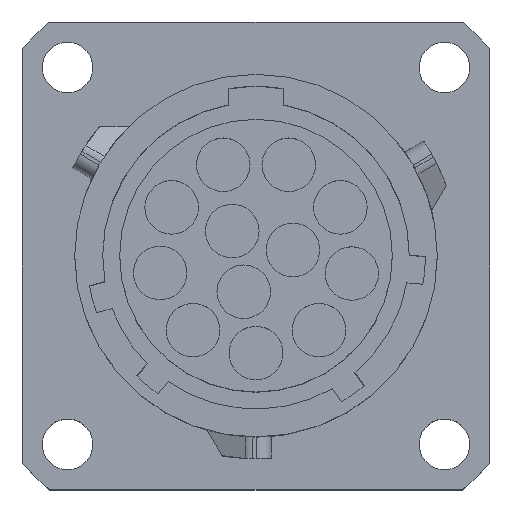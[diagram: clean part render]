
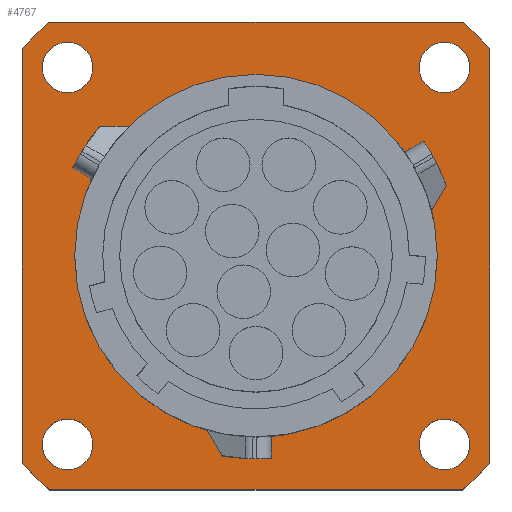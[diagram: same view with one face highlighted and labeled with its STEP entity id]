
A CAD part, top view. The second image highlights one B-rep face of the part: STEP entity #4767.
In plain terms, the highlighted planar face has unit normal (0, 0, 1).
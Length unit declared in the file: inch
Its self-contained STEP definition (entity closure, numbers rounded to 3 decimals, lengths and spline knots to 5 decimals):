
#89=CARTESIAN_POINT('',(0.,0.,0.));
#90=DIRECTION('',(0.,0.,-1.));
#91=DIRECTION('',(1.,0.,0.));
#92=AXIS2_PLACEMENT_3D('',#89,#90,#91);
#139=CARTESIAN_POINT('',(0.,0.,0.));
#140=DIRECTION('',(0.,0.,1.));
#141=DIRECTION('',(1.,0.,0.));
#142=AXIS2_PLACEMENT_3D('',#139,#140,#141);
#218=DIRECTION('',(1.,0.,0.));
#219=VECTOR('',#218,0.99238);
#220=CARTESIAN_POINT('',(-0.49619,0.5624,0.));
#221=LINE('',#220,#219);
#222=CARTESIAN_POINT('',(0.,0.,0.));
#223=DIRECTION('',(0.,0.,-1.));
#224=DIRECTION('',(0.662,0.75,0.));
#225=AXIS2_PLACEMENT_3D('',#222,#223,#224);
#227=DIRECTION('',(0.,-1.,0.));
#228=VECTOR('',#227,0.99238);
#229=CARTESIAN_POINT('',(0.5624,0.49619,0.));
#230=LINE('',#229,#228);
#231=CARTESIAN_POINT('',(0.,0.,0.));
#232=DIRECTION('',(0.,0.,-1.));
#233=DIRECTION('',(0.75,-0.662,0.));
#234=AXIS2_PLACEMENT_3D('',#231,#232,#233);
#236=DIRECTION('',(-1.,0.,0.));
#237=VECTOR('',#236,0.99238);
#238=CARTESIAN_POINT('',(0.49619,-0.5624,0.));
#239=LINE('',#238,#237);
#240=CARTESIAN_POINT('',(0.,0.,0.));
#241=DIRECTION('',(0.,0.,-1.));
#242=DIRECTION('',(-0.662,-0.75,0.));
#243=AXIS2_PLACEMENT_3D('',#240,#241,#242);
#245=DIRECTION('',(0.,1.,0.));
#246=VECTOR('',#245,0.99238);
#247=CARTESIAN_POINT('',(-0.5624,-0.49619,0.));
#248=LINE('',#247,#246);
#249=CARTESIAN_POINT('',(0.,0.,0.));
#250=DIRECTION('',(0.,0.,-1.));
#251=DIRECTION('',(-0.75,0.662,0.));
#252=AXIS2_PLACEMENT_3D('',#249,#250,#251);
#254=CARTESIAN_POINT('',(0.45295,0.45295,0.));
#255=DIRECTION('',(0.,0.,1.));
#256=DIRECTION('',(1.,0.,0.));
#257=AXIS2_PLACEMENT_3D('',#254,#255,#256);
#259=CARTESIAN_POINT('',(0.45295,0.45295,0.));
#260=DIRECTION('',(0.,0.,1.));
#261=DIRECTION('',(-1.,0.,0.));
#262=AXIS2_PLACEMENT_3D('',#259,#260,#261);
#264=CARTESIAN_POINT('',(0.45295,-0.45295,0.));
#265=DIRECTION('',(0.,0.,1.));
#266=DIRECTION('',(1.,0.,0.));
#267=AXIS2_PLACEMENT_3D('',#264,#265,#266);
#269=CARTESIAN_POINT('',(0.45295,-0.45295,0.));
#270=DIRECTION('',(0.,0.,1.));
#271=DIRECTION('',(-1.,0.,0.));
#272=AXIS2_PLACEMENT_3D('',#269,#270,#271);
#274=CARTESIAN_POINT('',(-0.45295,-0.45295,0.));
#275=DIRECTION('',(0.,0.,1.));
#276=DIRECTION('',(1.,0.,0.));
#277=AXIS2_PLACEMENT_3D('',#274,#275,#276);
#279=CARTESIAN_POINT('',(-0.45295,-0.45295,0.));
#280=DIRECTION('',(0.,0.,1.));
#281=DIRECTION('',(-1.,0.,0.));
#282=AXIS2_PLACEMENT_3D('',#279,#280,#281);
#284=CARTESIAN_POINT('',(-0.45295,0.45295,0.));
#285=DIRECTION('',(0.,0.,1.));
#286=DIRECTION('',(1.,0.,0.));
#287=AXIS2_PLACEMENT_3D('',#284,#285,#286);
#289=CARTESIAN_POINT('',(-0.45295,0.45295,0.));
#290=DIRECTION('',(0.,0.,1.));
#291=DIRECTION('',(-1.,0.,0.));
#292=AXIS2_PLACEMENT_3D('',#289,#290,#291);
#3937=CARTESIAN_POINT('',(0.43583,0.,0.));
#3939=VERTEX_POINT('',#3937);
#3949=CARTESIAN_POINT('',(-0.43583,0.,0.));
#3951=VERTEX_POINT('',#3949);
#4207=CARTESIAN_POINT('',(-0.49619,0.5624,0.));
#4208=CARTESIAN_POINT('',(0.49619,0.5624,0.));
#4209=VERTEX_POINT('',#4207);
#4210=VERTEX_POINT('',#4208);
#4211=CARTESIAN_POINT('',(0.5624,0.49619,0.));
#4212=CARTESIAN_POINT('',(0.5624,-0.49619,0.));
#4213=VERTEX_POINT('',#4211);
#4214=VERTEX_POINT('',#4212);
#4215=CARTESIAN_POINT('',(0.49619,-0.5624,0.));
#4216=CARTESIAN_POINT('',(-0.49619,-0.5624,0.));
#4217=VERTEX_POINT('',#4215);
#4218=VERTEX_POINT('',#4216);
#4219=CARTESIAN_POINT('',(-0.5624,-0.49619,0.));
#4220=CARTESIAN_POINT('',(-0.5624,0.49619,0.));
#4221=VERTEX_POINT('',#4219);
#4222=VERTEX_POINT('',#4220);
#4239=CARTESIAN_POINT('',(0.51398,0.45295,0.));
#4240=CARTESIAN_POINT('',(0.39193,0.45295,0.));
#4241=VERTEX_POINT('',#4239);
#4242=VERTEX_POINT('',#4240);
#4243=CARTESIAN_POINT('',(0.51398,-0.45295,0.));
#4244=CARTESIAN_POINT('',(0.39193,-0.45295,0.));
#4245=VERTEX_POINT('',#4243);
#4246=VERTEX_POINT('',#4244);
#4247=CARTESIAN_POINT('',(-0.39193,-0.45295,0.));
#4248=CARTESIAN_POINT('',(-0.51398,-0.45295,0.));
#4249=VERTEX_POINT('',#4247);
#4250=VERTEX_POINT('',#4248);
#4251=CARTESIAN_POINT('',(-0.39193,0.45295,0.));
#4252=CARTESIAN_POINT('',(-0.51398,0.45295,0.));
#4253=VERTEX_POINT('',#4251);
#4254=VERTEX_POINT('',#4252);
#4716=CARTESIAN_POINT('',(0.,0.,0.));
#4717=DIRECTION('',(0.,0.,-1.));
#4718=DIRECTION('',(-1.,0.,0.));
#4719=AXIS2_PLACEMENT_3D('',#4716,#4717,#4718);
#4720=PLANE('',#4719);
#4722=ORIENTED_EDGE('',*,*,#4721,.T.);
#4724=ORIENTED_EDGE('',*,*,#4723,.T.);
#4726=ORIENTED_EDGE('',*,*,#4725,.T.);
#4728=ORIENTED_EDGE('',*,*,#4727,.T.);
#4730=ORIENTED_EDGE('',*,*,#4729,.T.);
#4732=ORIENTED_EDGE('',*,*,#4731,.T.);
#4734=ORIENTED_EDGE('',*,*,#4733,.T.);
#4736=ORIENTED_EDGE('',*,*,#4735,.T.);
#4737=EDGE_LOOP('',(#4722,#4724,#4726,#4728,#4730,#4732,#4734,#4736));
#4738=FACE_OUTER_BOUND('',#4737,.F.);
#4739=ORIENTED_EDGE('',*,*,#4667,.T.);
#4740=ORIENTED_EDGE('',*,*,#4629,.F.);
#4741=EDGE_LOOP('',(#4739,#4740));
#4742=FACE_BOUND('',#4741,.F.);
#4744=ORIENTED_EDGE('',*,*,#4743,.T.);
#4746=ORIENTED_EDGE('',*,*,#4745,.T.);
#4747=EDGE_LOOP('',(#4744,#4746));
#4748=FACE_BOUND('',#4747,.F.);
#4750=ORIENTED_EDGE('',*,*,#4749,.T.);
#4752=ORIENTED_EDGE('',*,*,#4751,.T.);
#4753=EDGE_LOOP('',(#4750,#4752));
#4754=FACE_BOUND('',#4753,.F.);
#4756=ORIENTED_EDGE('',*,*,#4755,.T.);
#4758=ORIENTED_EDGE('',*,*,#4757,.T.);
#4759=EDGE_LOOP('',(#4756,#4758));
#4760=FACE_BOUND('',#4759,.F.);
#4762=ORIENTED_EDGE('',*,*,#4761,.T.);
#4764=ORIENTED_EDGE('',*,*,#4763,.T.);
#4765=EDGE_LOOP('',(#4762,#4764));
#4766=FACE_BOUND('',#4765,.F.);
#4767=ADVANCED_FACE('',(#4738,#4742,#4748,#4754,#4760,#4766),#4720,.F.);
#93=CIRCLE('',#92,0.43583);
#143=CIRCLE('',#142,0.43583);
#226=CIRCLE('',#225,0.75);
#235=CIRCLE('',#234,0.75);
#244=CIRCLE('',#243,0.75);
#253=CIRCLE('',#252,0.75);
#258=CIRCLE('',#257,0.06102);
#263=CIRCLE('',#262,0.06102);
#268=CIRCLE('',#267,0.06102);
#273=CIRCLE('',#272,0.06102);
#278=CIRCLE('',#277,0.06102);
#283=CIRCLE('',#282,0.06102);
#288=CIRCLE('',#287,0.06102);
#293=CIRCLE('',#292,0.06102);
#4629=EDGE_CURVE('',#3939,#3951,#93,.T.);
#4667=EDGE_CURVE('',#3939,#3951,#143,.T.);
#4721=EDGE_CURVE('',#4209,#4210,#221,.T.);
#4723=EDGE_CURVE('',#4210,#4213,#226,.T.);
#4725=EDGE_CURVE('',#4213,#4214,#230,.T.);
#4727=EDGE_CURVE('',#4214,#4217,#235,.T.);
#4729=EDGE_CURVE('',#4217,#4218,#239,.T.);
#4731=EDGE_CURVE('',#4218,#4221,#244,.T.);
#4733=EDGE_CURVE('',#4221,#4222,#248,.T.);
#4735=EDGE_CURVE('',#4222,#4209,#253,.T.);
#4743=EDGE_CURVE('',#4241,#4242,#258,.T.);
#4745=EDGE_CURVE('',#4242,#4241,#263,.T.);
#4749=EDGE_CURVE('',#4245,#4246,#268,.T.);
#4751=EDGE_CURVE('',#4246,#4245,#273,.T.);
#4755=EDGE_CURVE('',#4249,#4250,#278,.T.);
#4757=EDGE_CURVE('',#4250,#4249,#283,.T.);
#4761=EDGE_CURVE('',#4253,#4254,#288,.T.);
#4763=EDGE_CURVE('',#4254,#4253,#293,.T.);
